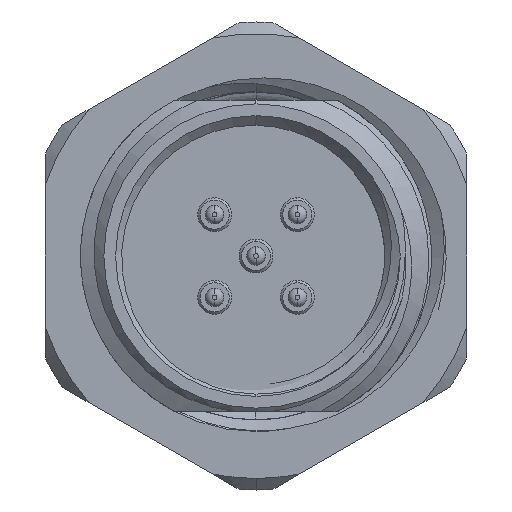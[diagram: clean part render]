
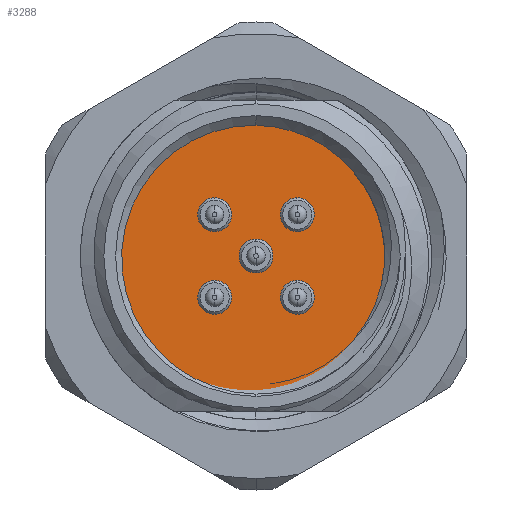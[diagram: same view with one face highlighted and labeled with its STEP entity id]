
A CAD part, left-side view. The second image highlights one B-rep face of the part: STEP entity #3288.
In plain terms, the highlighted planar face has unit normal (-1, 0, 0).
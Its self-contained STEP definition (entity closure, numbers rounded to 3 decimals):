
#26 = AXIS2_PLACEMENT_3D ( 'NONE', #900, #2811, #12379 ) ;
#49 = VERTEX_POINT ( 'NONE', #11520 ) ;
#647 = VERTEX_POINT ( 'NONE', #1288 ) ;
#857 = ORIENTED_EDGE ( 'NONE', *, *, #1426, .F. ) ;
#872 = CARTESIAN_POINT ( 'NONE',  ( -12.5, -1.768, 1.768 ) ) ;
#900 = CARTESIAN_POINT ( 'NONE',  ( -12.5, -1.768, -1.768 ) ) ;
#1011 = EDGE_CURVE ( 'NONE', #8165, #4366, #7344, .T. ) ;
#1088 = AXIS2_PLACEMENT_3D ( 'NONE', #4145, #10868, #7797 ) ;
#1288 = CARTESIAN_POINT ( 'NONE',  ( -12.5, 0., -0.7 ) ) ;
#1367 = AXIS2_PLACEMENT_3D ( 'NONE', #7799, #11587, #8863 ) ;
#1426 = EDGE_CURVE ( 'NONE', #3202, #11657, #2072, .T. ) ;
#1623 = CARTESIAN_POINT ( 'NONE',  ( -12.5, 1.768, -1.768 ) ) ;
#1629 = CARTESIAN_POINT ( 'NONE',  ( -12.5, -1.768, 2.468 ) ) ;
#1637 = AXIS2_PLACEMENT_3D ( 'NONE', #7803, #9767, #5073 ) ;
#1703 = DIRECTION ( 'NONE',  ( 0., 0., 1. ) ) ;
#1737 = PLANE ( 'NONE',  #6977 ) ;
#1820 = CARTESIAN_POINT ( 'NONE',  ( -12.5, 1.768, 2.468 ) ) ;
#1882 = ORIENTED_EDGE ( 'NONE', *, *, #3353, .F. ) ;
#1891 = FACE_BOUND ( 'NONE', #9287, .T. ) ;
#1967 = CIRCLE ( 'NONE', #8047, 6. ) ;
#2004 = EDGE_LOOP ( 'NONE', ( #8551, #857 ) ) ;
#2072 = CIRCLE ( 'NONE', #6938, 0.7 ) ;
#2207 = FACE_BOUND ( 'NONE', #10462, .T. ) ;
#2259 = ORIENTED_EDGE ( 'NONE', *, *, #1011, .F. ) ;
#2610 = DIRECTION ( 'NONE',  ( -1., 0., 0. ) ) ;
#2811 = DIRECTION ( 'NONE',  ( -1., 0., 0. ) ) ;
#2967 = CARTESIAN_POINT ( 'NONE',  ( -12.5, 0., 0.7 ) ) ;
#3006 = DIRECTION ( 'NONE',  ( -1., 0., 0. ) ) ;
#3050 = CARTESIAN_POINT ( 'NONE',  ( -12.5, 1.768, 1.768 ) ) ;
#3202 = VERTEX_POINT ( 'NONE', #5582 ) ;
#3288 = ADVANCED_FACE ( 'NONE', ( #9143, #2207, #10037, #7927, #1891, #6573 ), #1737, .F. ) ;
#3353 = EDGE_CURVE ( 'NONE', #9558, #12192, #11093, .T. ) ;
#3422 = EDGE_CURVE ( 'NONE', #11657, #3202, #8845, .T. ) ;
#3567 = CIRCLE ( 'NONE', #4443, 0.7 ) ;
#3762 = AXIS2_PLACEMENT_3D ( 'NONE', #8743, #6664, #4707 ) ;
#3900 = ORIENTED_EDGE ( 'NONE', *, *, #11026, .F. ) ;
#3964 = EDGE_CURVE ( 'NONE', #11792, #647, #12185, .T. ) ;
#4064 = VERTEX_POINT ( 'NONE', #10777 ) ;
#4078 = VERTEX_POINT ( 'NONE', #5290 ) ;
#4145 = CARTESIAN_POINT ( 'NONE',  ( -12.5, 0., 0. ) ) ;
#4358 = EDGE_CURVE ( 'NONE', #5299, #4064, #11826, .T. ) ;
#4366 = VERTEX_POINT ( 'NONE', #8457 ) ;
#4443 = AXIS2_PLACEMENT_3D ( 'NONE', #3050, #3006, #9709 ) ;
#4665 = CARTESIAN_POINT ( 'NONE',  ( -12.5, 4., 0. ) ) ;
#4707 = DIRECTION ( 'NONE',  ( 0., 0., 1. ) ) ;
#5073 = DIRECTION ( 'NONE',  ( 0., 0., 1. ) ) ;
#5290 = CARTESIAN_POINT ( 'NONE',  ( -12.5, 0., 6. ) ) ;
#5299 = VERTEX_POINT ( 'NONE', #9630 ) ;
#5548 = EDGE_LOOP ( 'NONE', ( #5779, #1882 ) ) ;
#5582 = CARTESIAN_POINT ( 'NONE',  ( -12.5, -1.768, -2.468 ) ) ;
#5621 = DIRECTION ( 'NONE',  ( -1., 0., 0. ) ) ;
#5715 = DIRECTION ( 'NONE',  ( -1., 0., 0. ) ) ;
#5779 = ORIENTED_EDGE ( 'NONE', *, *, #8531, .F. ) ;
#6328 = DIRECTION ( 'NONE',  ( 0., 0., 1. ) ) ;
#6527 = CARTESIAN_POINT ( 'NONE',  ( -12.5, -1.768, -1.068 ) ) ;
#6573 = FACE_OUTER_BOUND ( 'NONE', #11544, .T. ) ;
#6620 = DIRECTION ( 'NONE',  ( -1., 0., 0. ) ) ;
#6664 = DIRECTION ( 'NONE',  ( -1., 0., 0. ) ) ;
#6717 = DIRECTION ( 'NONE',  ( 0., 0., 1. ) ) ;
#6938 = AXIS2_PLACEMENT_3D ( 'NONE', #10406, #5621, #8494 ) ;
#6977 = AXIS2_PLACEMENT_3D ( 'NONE', #4665, #7440, #8500 ) ;
#7344 = CIRCLE ( 'NONE', #1637, 0.7 ) ;
#7440 = DIRECTION ( 'NONE',  ( 1., 0., 0. ) ) ;
#7736 = AXIS2_PLACEMENT_3D ( 'NONE', #8650, #6620, #10529 ) ;
#7768 = CARTESIAN_POINT ( 'NONE',  ( -12.5, 0., 0. ) ) ;
#7797 = DIRECTION ( 'NONE',  ( 0., 0., 1. ) ) ;
#7799 = CARTESIAN_POINT ( 'NONE',  ( -12.5, 1.768, -1.768 ) ) ;
#7803 = CARTESIAN_POINT ( 'NONE',  ( -12.5, 1.768, 1.768 ) ) ;
#7927 = FACE_BOUND ( 'NONE', #2004, .T. ) ;
#7983 = CARTESIAN_POINT ( 'NONE',  ( -12.5, 0., 0. ) ) ;
#8047 = AXIS2_PLACEMENT_3D ( 'NONE', #7768, #9726, #11756 ) ;
#8126 = ORIENTED_EDGE ( 'NONE', *, *, #11209, .F. ) ;
#8165 = VERTEX_POINT ( 'NONE', #1820 ) ;
#8342 = ORIENTED_EDGE ( 'NONE', *, *, #11761, .F. ) ;
#8371 = AXIS2_PLACEMENT_3D ( 'NONE', #872, #5715, #6717 ) ;
#8457 = CARTESIAN_POINT ( 'NONE',  ( -12.5, 1.768, 1.068 ) ) ;
#8494 = DIRECTION ( 'NONE',  ( 0., 0., 1. ) ) ;
#8500 = DIRECTION ( 'NONE',  ( 0., 0., -1. ) ) ;
#8531 = EDGE_CURVE ( 'NONE', #12192, #9558, #12216, .T. ) ;
#8551 = ORIENTED_EDGE ( 'NONE', *, *, #3422, .F. ) ;
#8619 = CIRCLE ( 'NONE', #9803, 6. ) ;
#8650 = CARTESIAN_POINT ( 'NONE',  ( -12.5, 0., 0. ) ) ;
#8688 = ORIENTED_EDGE ( 'NONE', *, *, #4358, .F. ) ;
#8732 = EDGE_CURVE ( 'NONE', #4078, #49, #8619, .T. ) ;
#8743 = CARTESIAN_POINT ( 'NONE',  ( -12.5, -1.768, 1.768 ) ) ;
#8845 = CIRCLE ( 'NONE', #26, 0.7 ) ;
#8863 = DIRECTION ( 'NONE',  ( 0., 0., 1. ) ) ;
#9011 = EDGE_CURVE ( 'NONE', #49, #4078, #1967, .T. ) ;
#9143 = FACE_BOUND ( 'NONE', #9451, .T. ) ;
#9287 = EDGE_LOOP ( 'NONE', ( #8126, #8688 ) ) ;
#9340 = ORIENTED_EDGE ( 'NONE', *, *, #3964, .F. ) ;
#9424 = CIRCLE ( 'NONE', #1367, 0.7 ) ;
#9451 = EDGE_LOOP ( 'NONE', ( #9340, #3900 ) ) ;
#9558 = VERTEX_POINT ( 'NONE', #10519 ) ;
#9630 = CARTESIAN_POINT ( 'NONE',  ( -12.5, 1.768, -2.468 ) ) ;
#9709 = DIRECTION ( 'NONE',  ( 0., 0., 1. ) ) ;
#9726 = DIRECTION ( 'NONE',  ( -1., 0., 0. ) ) ;
#9767 = DIRECTION ( 'NONE',  ( -1., 0., 0. ) ) ;
#9803 = AXIS2_PLACEMENT_3D ( 'NONE', #7983, #9950, #6328 ) ;
#9950 = DIRECTION ( 'NONE',  ( -1., 0., 0. ) ) ;
#10037 = FACE_BOUND ( 'NONE', #5548, .T. ) ;
#10406 = CARTESIAN_POINT ( 'NONE',  ( -12.5, -1.768, -1.768 ) ) ;
#10462 = EDGE_LOOP ( 'NONE', ( #2259, #8342 ) ) ;
#10519 = CARTESIAN_POINT ( 'NONE',  ( -12.5, -1.768, 1.068 ) ) ;
#10529 = DIRECTION ( 'NONE',  ( 0., 0., 1. ) ) ;
#10775 = CIRCLE ( 'NONE', #7736, 0.7 ) ;
#10777 = CARTESIAN_POINT ( 'NONE',  ( -12.5, 1.768, -1.068 ) ) ;
#10868 = DIRECTION ( 'NONE',  ( -1., 0., 0. ) ) ;
#11026 = EDGE_CURVE ( 'NONE', #647, #11792, #10775, .T. ) ;
#11093 = CIRCLE ( 'NONE', #3762, 0.7 ) ;
#11119 = ORIENTED_EDGE ( 'NONE', *, *, #8732, .T. ) ;
#11209 = EDGE_CURVE ( 'NONE', #4064, #5299, #9424, .T. ) ;
#11270 = ORIENTED_EDGE ( 'NONE', *, *, #9011, .T. ) ;
#11520 = CARTESIAN_POINT ( 'NONE',  ( -12.5, 0., -6. ) ) ;
#11544 = EDGE_LOOP ( 'NONE', ( #11119, #11270 ) ) ;
#11587 = DIRECTION ( 'NONE',  ( -1., 0., 0. ) ) ;
#11657 = VERTEX_POINT ( 'NONE', #6527 ) ;
#11756 = DIRECTION ( 'NONE',  ( 0., 0., 1. ) ) ;
#11761 = EDGE_CURVE ( 'NONE', #4366, #8165, #3567, .T. ) ;
#11792 = VERTEX_POINT ( 'NONE', #2967 ) ;
#11826 = CIRCLE ( 'NONE', #12287, 0.7 ) ;
#12185 = CIRCLE ( 'NONE', #1088, 0.7 ) ;
#12192 = VERTEX_POINT ( 'NONE', #1629 ) ;
#12216 = CIRCLE ( 'NONE', #8371, 0.7 ) ;
#12287 = AXIS2_PLACEMENT_3D ( 'NONE', #1623, #2610, #1703 ) ;
#12379 = DIRECTION ( 'NONE',  ( 0., 0., 1. ) ) ;
